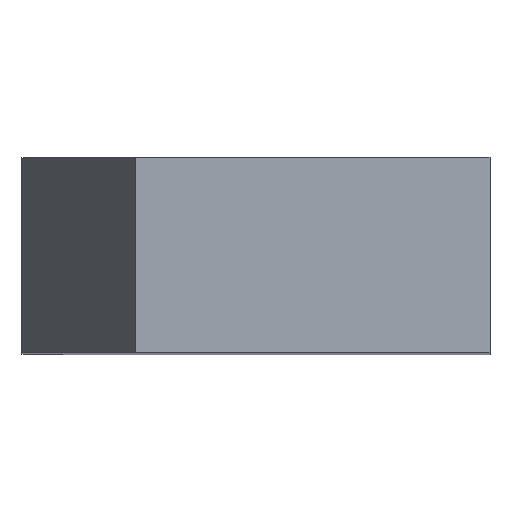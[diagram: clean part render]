
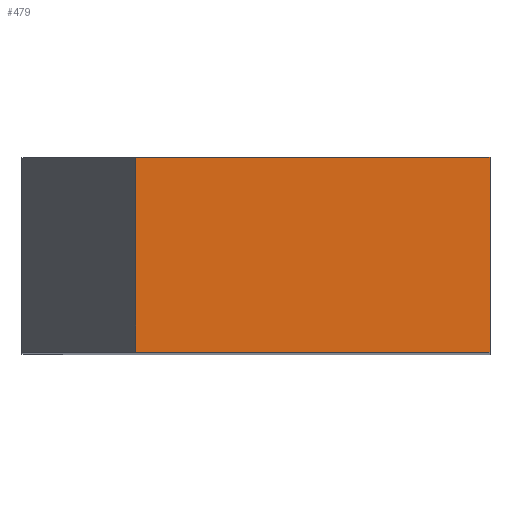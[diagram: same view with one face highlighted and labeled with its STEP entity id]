
A CAD part, top view. The second image highlights one B-rep face of the part: STEP entity #479.
In plain terms, the highlighted planar face has unit normal (0, 0, 1).
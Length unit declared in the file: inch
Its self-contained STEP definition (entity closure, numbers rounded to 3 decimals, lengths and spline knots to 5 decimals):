
#29=FACE_OUTER_BOUND('',#55,.T.);
#55=EDGE_LOOP('',(#379,#380,#381,#382));
#100=LINE('',#724,#166);
#113=LINE('',#749,#179);
#114=LINE('',#752,#180);
#115=LINE('',#753,#181);
#166=VECTOR('',#589,0.3937);
#179=VECTOR('',#610,0.3937);
#180=VECTOR('',#613,0.3937);
#181=VECTOR('',#614,0.3937);
#224=VERTEX_POINT('',#721);
#225=VERTEX_POINT('',#723);
#233=VERTEX_POINT('',#747);
#234=VERTEX_POINT('',#751);
#276=EDGE_CURVE('',#224,#225,#100,.T.);
#289=EDGE_CURVE('',#233,#225,#113,.T.);
#290=EDGE_CURVE('',#234,#233,#114,.T.);
#291=EDGE_CURVE('',#234,#224,#115,.T.);
#379=ORIENTED_EDGE('',*,*,#290,.T.);
#380=ORIENTED_EDGE('',*,*,#289,.T.);
#381=ORIENTED_EDGE('',*,*,#276,.F.);
#382=ORIENTED_EDGE('',*,*,#291,.F.);
#454=PLANE('',#524);
#479=ADVANCED_FACE('',(#29),#454,.T.);
#524=AXIS2_PLACEMENT_3D('',#750,#611,#612);
#589=DIRECTION('',(1.,0.,0.));
#610=DIRECTION('',(0.,1.,0.));
#611=DIRECTION('center_axis',(0.,0.,1.));
#612=DIRECTION('ref_axis',(1.,0.,0.));
#613=DIRECTION('',(1.,0.,0.));
#614=DIRECTION('',(0.,1.,0.));
#721=CARTESIAN_POINT('',(-0.77206,1.25,5.));
#723=CARTESIAN_POINT('',(1.5,1.25,5.));
#724=CARTESIAN_POINT('',(-0.77206,1.25,5.));
#747=CARTESIAN_POINT('',(1.5,0.,5.));
#749=CARTESIAN_POINT('',(1.5,0.,5.));
#750=CARTESIAN_POINT('Origin',(-0.77206,0.,5.));
#751=CARTESIAN_POINT('',(-0.77206,0.,5.));
#752=CARTESIAN_POINT('',(-1.5,0.,5.));
#753=CARTESIAN_POINT('',(-0.77206,0.,5.));
